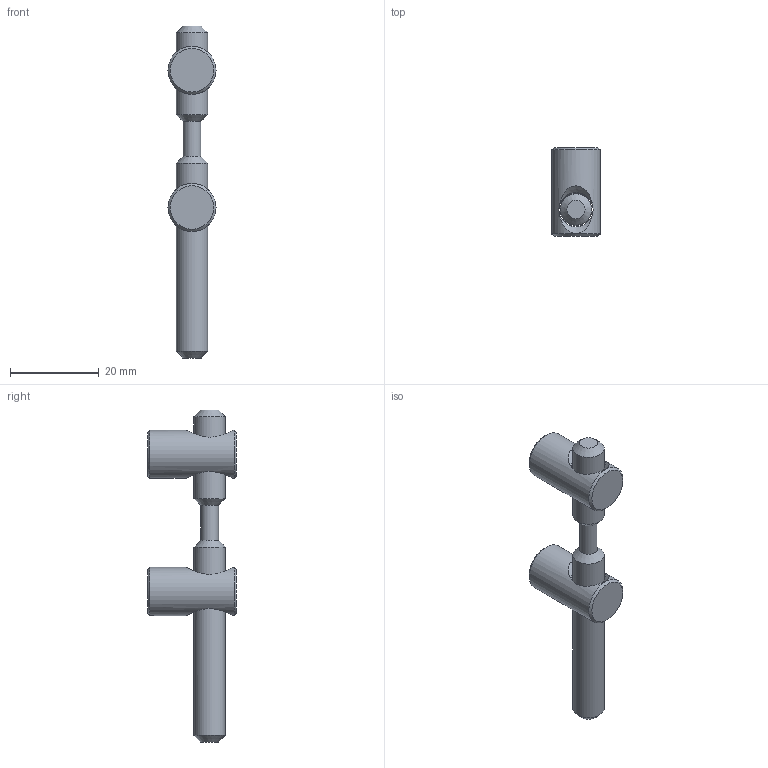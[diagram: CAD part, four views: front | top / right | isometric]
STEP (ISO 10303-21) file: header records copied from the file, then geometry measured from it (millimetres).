
FILE_DESCRIPTION(/* description */ ('KriTec Zentral-Stoßverbinder 8, biegbar 90 bis 180 grad'),/* implementation_level */ '2;1');
FILE_NAME(/* name */ '13294_KriTec_Zentral_Stossverbinder_8_biegbar_90_bis_180_grad.stp',/* time_stamp */ '2018-06-04T13:34:59+02:00',/* author */ ('kostic'),/* organization */ (''),/* preprocessor_version */ 'ST-DEVELOPER v16.1',/* originating_system */ 'Autodesk Inventor 2016',/* authorisation */ '');
FILE_SCHEMA (('AUTOMOTIVE_DESIGN { 1 0 10303 214 3 1 1 }'));
Length unit declared in the file: millimetre
Products named in the file (1): 13294_KriTec_Zentral_Stossverbinder_8_biegbar_90_bis_180_grad
Bounding box: 10.85 x 20 x 75 mm (x, y, z)
Volume: 5033.9 mm3; surface area: 4729.7 mm2
Topology: 5 solids, 5 shells, 93 faces, 215 edges, 130 vertices
Faces by surface type: plane 46, cone 28, cylinder 11, bspline 6, sphere 2
Full cylindrical faces by diameter (mm): 4 x1, 7 x2, 7.1 x2, 7.7 x2, 10.85 x2
Entity records: 6615 total; most frequent: CARTESIAN_POINT 4708, DIRECTION 344, ORIENTED_EDGE 332, EDGE_CURVE 166, AXIS2_PLACEMENT_3D 136, EDGE_LOOP 126, VERTEX_POINT 112, STYLED_ITEM 96
